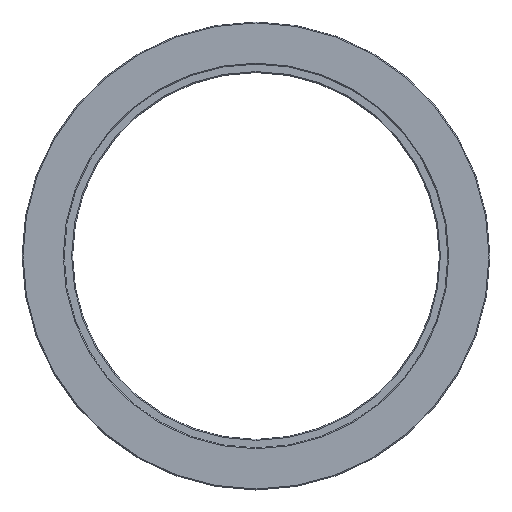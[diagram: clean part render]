
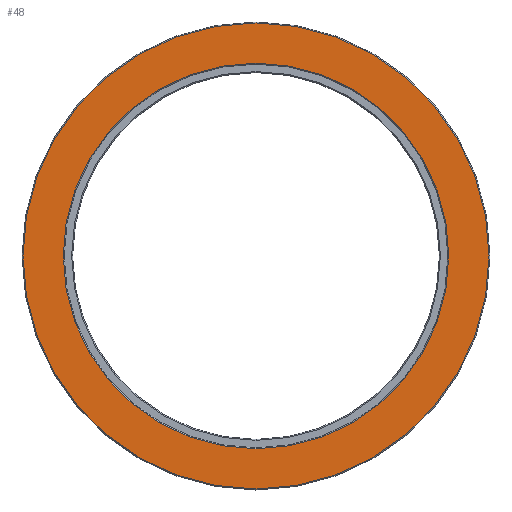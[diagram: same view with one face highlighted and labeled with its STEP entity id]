
A CAD part, top view. The second image highlights one B-rep face of the part: STEP entity #48.
In plain terms, the highlighted planar face has unit normal (0, 0, 1).
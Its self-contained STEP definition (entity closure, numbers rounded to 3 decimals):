
#48 = ADVANCED_FACE ( 'NONE', ( #2900, #2095 ), #3151, .F. ) ;
#330 = DIRECTION ( 'NONE',  ( -1., 0., 0. ) ) ;
#365 = VERTEX_POINT ( 'NONE', #1824 ) ;
#490 = CARTESIAN_POINT ( 'NONE',  ( 0., 0., 25.5 ) ) ;
#503 = EDGE_LOOP ( 'NONE', ( #2506, #2160 ) ) ;
#575 = VERTEX_POINT ( 'NONE', #2780 ) ;
#579 = VERTEX_POINT ( 'NONE', #736 ) ;
#642 = AXIS2_PLACEMENT_3D ( 'NONE', #3179, #3794, #330 ) ;
#736 = CARTESIAN_POINT ( 'NONE',  ( -206., 0., 25.5 ) ) ;
#814 = AXIS2_PLACEMENT_3D ( 'NONE', #2590, #2812, #2927 ) ;
#855 = CIRCLE ( 'NONE', #642, 249. ) ;
#877 = CARTESIAN_POINT ( 'NONE',  ( 0., 0., 25.5 ) ) ;
#1056 = AXIS2_PLACEMENT_3D ( 'NONE', #1136, #2794, #2228 ) ;
#1136 = CARTESIAN_POINT ( 'NONE',  ( 0., 0., 25.5 ) ) ;
#1142 = CIRCLE ( 'NONE', #4149, 249. ) ;
#1824 = CARTESIAN_POINT ( 'NONE',  ( 249., 0., 25.5 ) ) ;
#1878 = ORIENTED_EDGE ( 'NONE', *, *, #3372, .T. ) ;
#2095 = FACE_OUTER_BOUND ( 'NONE', #503, .T. ) ;
#2099 = DIRECTION ( 'NONE',  ( -1., 0., 0. ) ) ;
#2160 = ORIENTED_EDGE ( 'NONE', *, *, #3990, .T. ) ;
#2202 = CIRCLE ( 'NONE', #1056, 206. ) ;
#2206 = DIRECTION ( 'NONE',  ( 0., 0., 1. ) ) ;
#2228 = DIRECTION ( 'NONE',  ( -1., 0., 0. ) ) ;
#2235 = EDGE_CURVE ( 'NONE', #4114, #365, #1142, .T. ) ;
#2269 = CARTESIAN_POINT ( 'NONE',  ( -249., 0., 25.5 ) ) ;
#2506 = ORIENTED_EDGE ( 'NONE', *, *, #2235, .T. ) ;
#2548 = EDGE_LOOP ( 'NONE', ( #1878, #3655 ) ) ;
#2590 = CARTESIAN_POINT ( 'NONE',  ( -205., 0., 25.5 ) ) ;
#2682 = DIRECTION ( 'NONE',  ( 0., 0., -1. ) ) ;
#2780 = CARTESIAN_POINT ( 'NONE',  ( 206., 0., 25.5 ) ) ;
#2782 = DIRECTION ( 'NONE',  ( -1., 0., 0. ) ) ;
#2794 = DIRECTION ( 'NONE',  ( 0., 0., -1. ) ) ;
#2812 = DIRECTION ( 'NONE',  ( 0., 0., -1. ) ) ;
#2900 = FACE_BOUND ( 'NONE', #2548, .T. ) ;
#2927 = DIRECTION ( 'NONE',  ( -1., 0., 0. ) ) ;
#2934 = EDGE_CURVE ( 'NONE', #579, #575, #2202, .T. ) ;
#3004 = AXIS2_PLACEMENT_3D ( 'NONE', #490, #2682, #2099 ) ;
#3151 = PLANE ( 'NONE',  #814 ) ;
#3179 = CARTESIAN_POINT ( 'NONE',  ( 0., 0., 25.5 ) ) ;
#3372 = EDGE_CURVE ( 'NONE', #575, #579, #3627, .T. ) ;
#3627 = CIRCLE ( 'NONE', #3004, 206. ) ;
#3655 = ORIENTED_EDGE ( 'NONE', *, *, #2934, .T. ) ;
#3794 = DIRECTION ( 'NONE',  ( 0., 0., 1. ) ) ;
#3990 = EDGE_CURVE ( 'NONE', #365, #4114, #855, .T. ) ;
#4114 = VERTEX_POINT ( 'NONE', #2269 ) ;
#4149 = AXIS2_PLACEMENT_3D ( 'NONE', #877, #2206, #2782 ) ;
